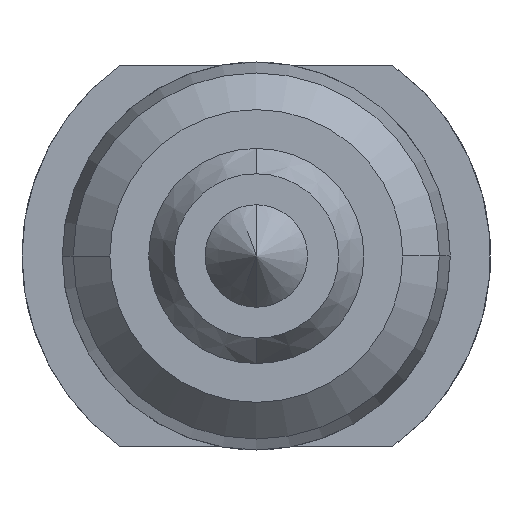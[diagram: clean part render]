
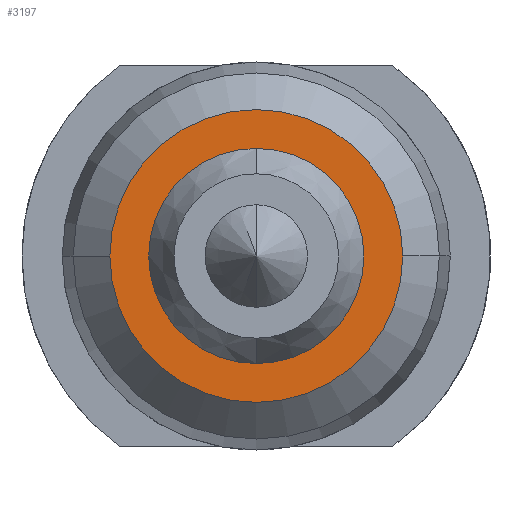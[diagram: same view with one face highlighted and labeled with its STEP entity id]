
A CAD part, front view. The second image highlights one B-rep face of the part: STEP entity #3197.
In plain terms, the highlighted planar face has unit normal (0, -1, 0).
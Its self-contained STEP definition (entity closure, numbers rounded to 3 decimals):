
#118 = DIRECTION ( 'NONE',  ( 0., -1., 0. ) ) ;
#156 = VERTEX_POINT ( 'NONE', #3412 ) ;
#477 = DIRECTION ( 'NONE',  ( -1., 0., 0. ) ) ;
#733 = CIRCLE ( 'NONE', #4278, 1. ) ;
#813 = CARTESIAN_POINT ( 'NONE',  ( 1., 0., 0. ) ) ;
#878 = FACE_BOUND ( 'NONE', #3957, .T. ) ;
#948 = AXIS2_PLACEMENT_3D ( 'NONE', #2560, #3286, #5087 ) ;
#1002 = CARTESIAN_POINT ( 'NONE',  ( 0., 0., 0. ) ) ;
#1253 = AXIS2_PLACEMENT_3D ( 'NONE', #1918, #1512, #1856 ) ;
#1300 = CARTESIAN_POINT ( 'NONE',  ( 0., 0., 0. ) ) ;
#1512 = DIRECTION ( 'NONE',  ( 0., -1., 0. ) ) ;
#1856 = DIRECTION ( 'NONE',  ( -1., 0., 0. ) ) ;
#1918 = CARTESIAN_POINT ( 'NONE',  ( 0., 0., 0. ) ) ;
#1927 = DIRECTION ( 'NONE',  ( 0., 1., 0. ) ) ;
#2012 = EDGE_CURVE ( 'Defeature ausgef�hrt4_25+Defeature ausgef�hrt4_26+Defeature ausgef�hrt4_26+Defeature ausgef�hrt4_26', #2793, #156, #3297, .T. ) ;
#2103 = DIRECTION ( 'NONE',  ( 0., -1., 0. ) ) ;
#2257 = CIRCLE ( 'NONE', #4817, 0.735 ) ;
#2260 = PLANE ( 'NONE',  #1253 ) ;
#2422 = CARTESIAN_POINT ( 'NONE',  ( 0., 0., -0.735 ) ) ;
#2560 = CARTESIAN_POINT ( 'NONE',  ( 0., 0., 0. ) ) ;
#2658 = ORIENTED_EDGE ( 'NONE', *, *, #3617, .T. ) ;
#2793 = VERTEX_POINT ( 'NONE', #2422 ) ;
#2823 = VERTEX_POINT ( 'NONE', #813 ) ;
#2854 = ORIENTED_EDGE ( 'NONE', *, *, #2872, .T. ) ;
#2872 = EDGE_CURVE ( 'Defeature ausgef�hrt4_25+Defeature ausgef�hrt4_24+Defeature ausgef�hrt4_24+Defeature ausgef�hrt4_24', #5258, #2823, #733, .T. ) ;
#2975 = EDGE_CURVE ( 'Defeature ausgef�hrt4_25+Defeature ausgef�hrt4_24+Defeature ausgef�hrt4_24+Defeature ausgef�hrt4_24', #2823, #5258, #3420, .T. ) ;
#3076 = CARTESIAN_POINT ( 'NONE',  ( -1., 0., 0. ) ) ;
#3197 = ADVANCED_FACE ( 'Defeature ausgef�hrt4_25', ( #878, #5030 ), #2260, .T. ) ;
#3286 = DIRECTION ( 'NONE',  ( 0., 1., 0. ) ) ;
#3287 = AXIS2_PLACEMENT_3D ( 'NONE', #1002, #118, #3841 ) ;
#3297 = CIRCLE ( 'NONE', #948, 0.735 ) ;
#3333 = EDGE_LOOP ( 'NONE', ( #4279, #2854 ) ) ;
#3412 = CARTESIAN_POINT ( 'NONE',  ( 0., 0., 0.735 ) ) ;
#3420 = CIRCLE ( 'NONE', #3287, 1. ) ;
#3617 = EDGE_CURVE ( 'Defeature ausgef�hrt4_25+Defeature ausgef�hrt4_26+Defeature ausgef�hrt4_26+Defeature ausgef�hrt4_26', #156, #2793, #2257, .T. ) ;
#3663 = CARTESIAN_POINT ( 'NONE',  ( 0., 0., 0. ) ) ;
#3841 = DIRECTION ( 'NONE',  ( -1., 0., 0. ) ) ;
#3913 = ORIENTED_EDGE ( 'NONE', *, *, #2012, .T. ) ;
#3957 = EDGE_LOOP ( 'NONE', ( #2658, #3913 ) ) ;
#4278 = AXIS2_PLACEMENT_3D ( 'NONE', #1300, #2103, #477 ) ;
#4279 = ORIENTED_EDGE ( 'NONE', *, *, #2975, .T. ) ;
#4817 = AXIS2_PLACEMENT_3D ( 'NONE', #3663, #1927, #5310 ) ;
#5030 = FACE_OUTER_BOUND ( 'NONE', #3333, .T. ) ;
#5087 = DIRECTION ( 'NONE',  ( 1., 0., 0. ) ) ;
#5258 = VERTEX_POINT ( 'NONE', #3076 ) ;
#5310 = DIRECTION ( 'NONE',  ( 1., 0., 0. ) ) ;
